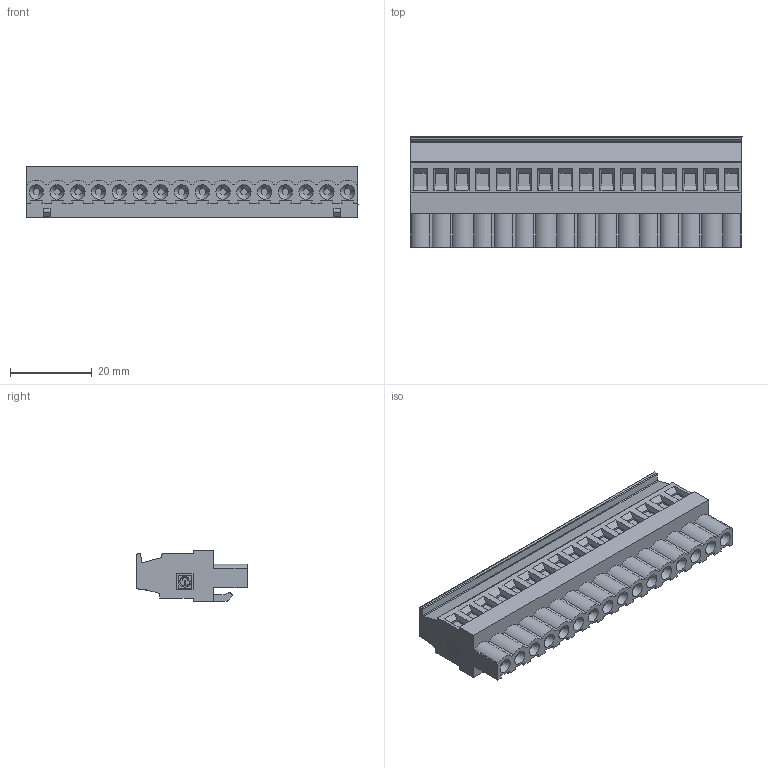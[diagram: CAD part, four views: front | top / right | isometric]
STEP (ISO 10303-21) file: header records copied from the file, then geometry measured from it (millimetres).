
FILE_DESCRIPTION(('STEP AP214'),'1');
FILE_NAME('SV16-5,08-P.stp','2020-05-11T07:21:44',(' '),(' '),'Spatial InterOp 3D',' ',' ');
FILE_SCHEMA(('automotive_design'));
Length unit declared in the file: metre
Products named in the file (1): 1
Bounding box: 81.28 x 27.1 x 12.7 mm (x, y, z)
Volume: 18188.4 mm3; surface area: 8486.3 mm2
Topology: 1 solids, 1 shells, 474 faces, 1194 edges, 774 vertices
Faces by surface type: plane 379, cylinder 78, cone 16, extrusion 1
Full cylindrical faces by diameter (mm): 1.6 x16, 4 x16
Entity records: 17286 total; most frequent: CARTESIAN_POINT 2385, DIRECTION 2245, ORIENTED_EDGE 2228, EDGE_CURVE 1114, VECTOR 857, LINE 856, VERTEX_POINT 742, AXIS2_PLACEMENT_3D 694
